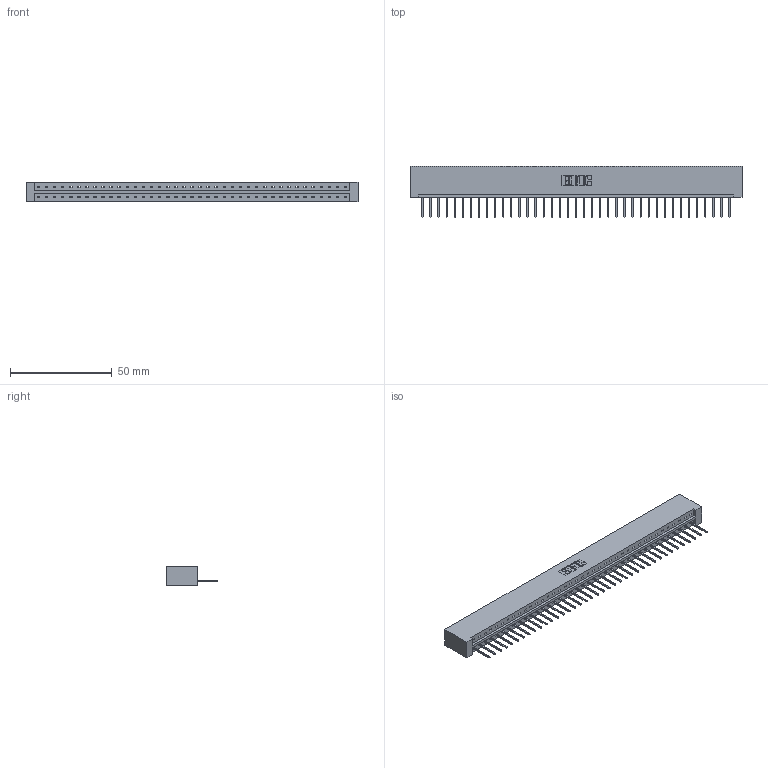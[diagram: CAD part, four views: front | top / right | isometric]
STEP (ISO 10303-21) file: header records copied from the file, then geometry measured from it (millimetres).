
FILE_DESCRIPTION (( 'STEP AP203' ), '1' );
FILE_NAME ('333-039-523-101.STEP', '2018-08-03T12:38:28', ( '' ), ( '' ), 'SwSTEP 2.0', 'SolidWorks 2016', '' );
FILE_SCHEMA (( 'CONFIG_CONTROL_DESIGN' ));
Length unit declared in the file: inch
Products named in the file (3): 333-039-523-101; 333 Part_Lugless; 345-292-001_345-293-123
Assembly tree (40 placements, depth 2):
  333-039-523-101
    333 Part_Lugless
    345-292-001_345-293-123  x39
Bounding box: 162.79 x 25.15 x 9.4 mm (x, y, z)
Volume: 16953 mm3; surface area: 18319.7 mm2
Topology: 40 solids, 40 shells, 2368 faces, 7151 edges, 4714 vertices
Faces by surface type: plane 1704, cylinder 664
Entity records: 23971 total; most frequent: CARTESIAN_POINT 4143, ORIENTED_EDGE 4118, DIRECTION 3493, EDGE_CURVE 2059, VECTOR 1939, LINE 1939, VERTEX_POINT 1370, AXIS2_PLACEMENT_3D 777
